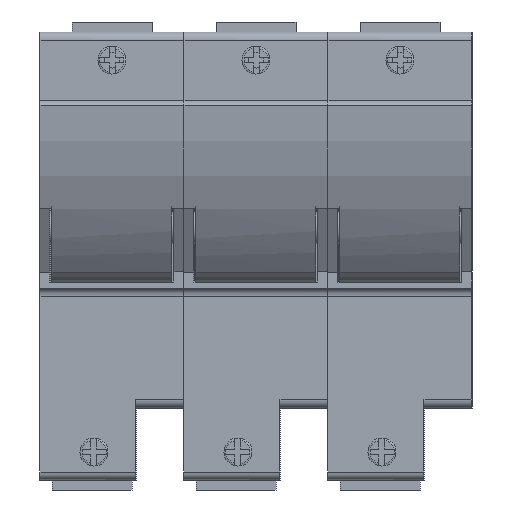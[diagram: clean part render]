
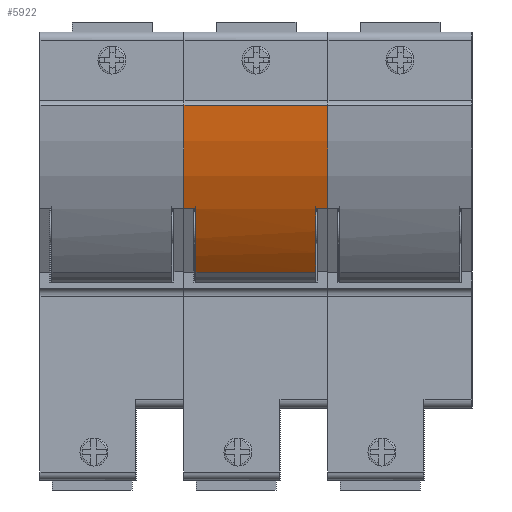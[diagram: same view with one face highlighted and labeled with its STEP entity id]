
A CAD part, front view. The second image highlights one B-rep face of the part: STEP entity #5922.
In plain terms, the highlighted cylindrical face has radius 69.621 mm (diameter 139.242 mm), a partial arc.
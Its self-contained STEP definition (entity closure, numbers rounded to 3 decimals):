
#5801=AXIS2_PLACEMENT_3D('Circle Axis2P3D',#5799,#5800,$) ;
#5886=AXIS2_PLACEMENT_3D('Cylinder Axis2P3D',#5883,#5884,#5885) ;
#5890=AXIS2_PLACEMENT_3D('Circle Axis2P3D',#5888,#5889,$) ;
#5909=AXIS2_PLACEMENT_3D('Circle Axis2P3D',#5907,#5908,$) ;
#5386=CARTESIAN_POINT('Vertex',(36.,49.,-15.)) ;
#5389=CARTESIAN_POINT('Line Origine',(36.,49.,0.)) ;
#5393=CARTESIAN_POINT('Vertex',(36.,49.,15.)) ;
#5584=CARTESIAN_POINT('Vertex',(-6.,65.08,18.)) ;
#5587=CARTESIAN_POINT('Line Origine',(-6.,65.08,0.)) ;
#5591=CARTESIAN_POINT('Vertex',(-6.,65.08,-18.)) ;
#5710=CARTESIAN_POINT('Vertex',(20.,59.,15.)) ;
#5719=CARTESIAN_POINT('Control Point',(20.,59.,15.)) ;
#5720=CARTESIAN_POINT('Control Point',(23.452,57.447,15.)) ;
#5721=CARTESIAN_POINT('Control Point',(26.799,55.66,15.)) ;
#5722=CARTESIAN_POINT('Control Point',(30.019,53.648,15.)) ;
#5723=CARTESIAN_POINT('Control Point',(33.092,51.423,15.)) ;
#5724=CARTESIAN_POINT('Control Point',(36.,49.,15.)) ;
#5796=CARTESIAN_POINT('Vertex',(20.,59.,-15.)) ;
#5799=CARTESIAN_POINT('Axis2P3D Location',(-8.559,-4.494,-15.)) ;
#5883=CARTESIAN_POINT('Axis2P3D Location',(-8.559,-4.494,0.)) ;
#5888=CARTESIAN_POINT('Axis2P3D Location',(-8.559,-4.494,18.)) ;
#5892=CARTESIAN_POINT('Vertex',(20.,59.,18.)) ;
#5895=CARTESIAN_POINT('Line Origine',(20.,59.,0.)) ;
#5900=CARTESIAN_POINT('Line Origine',(20.,59.,0.)) ;
#5904=CARTESIAN_POINT('Vertex',(20.,59.,-18.)) ;
#5907=CARTESIAN_POINT('Axis2P3D Location',(-8.559,-4.494,-18.)) ;
#5390=DIRECTION('Vector Direction',(0.,0.,1.)) ;
#5588=DIRECTION('Vector Direction',(0.,0.,1.)) ;
#5800=DIRECTION('Axis2P3D Direction',(0.,0.,1.)) ;
#5884=DIRECTION('Axis2P3D Direction',(0.,-0.,1.)) ;
#5885=DIRECTION('Axis2P3D XDirection',(0.64,0.768,0.)) ;
#5889=DIRECTION('Axis2P3D Direction',(0.,-0.,1.)) ;
#5896=DIRECTION('Vector Direction',(0.,0.,1.)) ;
#5901=DIRECTION('Vector Direction',(0.,0.,1.)) ;
#5908=DIRECTION('Axis2P3D Direction',(0.,-0.,1.)) ;
#5391=VECTOR('Line Direction',#5390,1.) ;
#5589=VECTOR('Line Direction',#5588,1.) ;
#5897=VECTOR('Line Direction',#5896,1.) ;
#5902=VECTOR('Line Direction',#5901,1.) ;
#5913=ORIENTED_EDGE('',*,*,#5894,.T.) ;
#5914=ORIENTED_EDGE('',*,*,#5899,.F.) ;
#5915=ORIENTED_EDGE('',*,*,#5725,.T.) ;
#5916=ORIENTED_EDGE('',*,*,#5395,.F.) ;
#5917=ORIENTED_EDGE('',*,*,#5803,.T.) ;
#5918=ORIENTED_EDGE('',*,*,#5906,.F.) ;
#5919=ORIENTED_EDGE('',*,*,#5911,.T.) ;
#5920=ORIENTED_EDGE('',*,*,#5593,.T.) ;
#5922=ADVANCED_FACE('MANIFOLD_SOLID_BREP #3873',(#5921),#5887,.T.) ;
#5718=B_SPLINE_CURVE_WITH_KNOTS('',5,(#5719,#5720,#5721,#5722,#5723,#5724),.UNSPECIFIED.,.F.,.U.,(6,6),(0.,26.766),.UNSPECIFIED.) ;
#5802=CIRCLE('generated circle',#5801,69.621) ;
#5891=CIRCLE('generated circle',#5890,69.621) ;
#5910=CIRCLE('generated circle',#5909,69.621) ;
#5887=CYLINDRICAL_SURFACE('generated cylinder',#5886,69.621) ;
#5395=EDGE_CURVE('',#5387,#5394,#5392,.T.) ;
#5593=EDGE_CURVE('',#5592,#5585,#5590,.T.) ;
#5725=EDGE_CURVE('',#5711,#5394,#5718,.T.) ;
#5803=EDGE_CURVE('',#5387,#5797,#5802,.T.) ;
#5894=EDGE_CURVE('',#5585,#5893,#5891,.F.) ;
#5899=EDGE_CURVE('',#5711,#5893,#5898,.T.) ;
#5906=EDGE_CURVE('',#5905,#5797,#5903,.T.) ;
#5911=EDGE_CURVE('',#5905,#5592,#5910,.T.) ;
#5912=EDGE_LOOP('',(#5913,#5914,#5915,#5916,#5917,#5918,#5919,#5920)) ;
#5921=FACE_OUTER_BOUND('',#5912,.T.) ;
#5392=LINE('Line',#5389,#5391) ;
#5590=LINE('Line',#5587,#5589) ;
#5898=LINE('Line',#5895,#5897) ;
#5903=LINE('Line',#5900,#5902) ;
#5387=VERTEX_POINT('',#5386) ;
#5394=VERTEX_POINT('',#5393) ;
#5585=VERTEX_POINT('',#5584) ;
#5592=VERTEX_POINT('',#5591) ;
#5711=VERTEX_POINT('',#5710) ;
#5797=VERTEX_POINT('',#5796) ;
#5893=VERTEX_POINT('',#5892) ;
#5905=VERTEX_POINT('',#5904) ;
